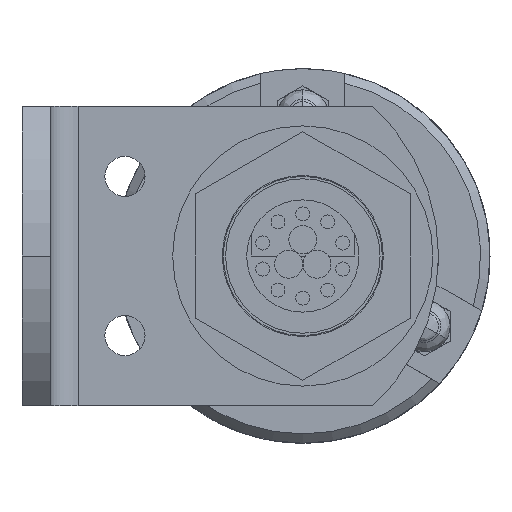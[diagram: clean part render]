
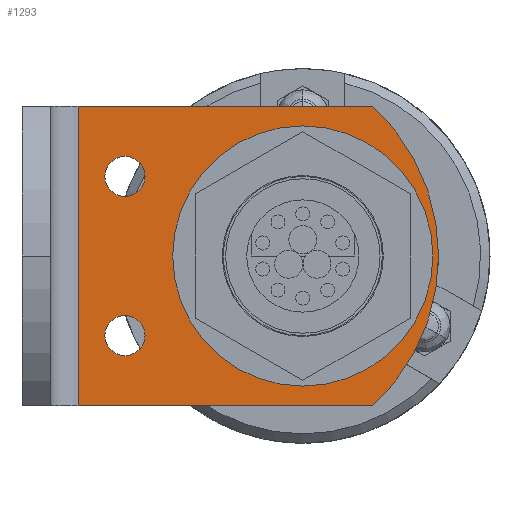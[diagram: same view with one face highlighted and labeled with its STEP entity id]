
A CAD part, front view. The second image highlights one B-rep face of the part: STEP entity #1293.
In plain terms, the highlighted planar face has unit normal (0, -1, 0).
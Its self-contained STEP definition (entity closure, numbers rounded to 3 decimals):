
#18 = CIRCLE ( 'NONE', #7066, 8.6 ) ;
#65 = VERTEX_POINT ( 'NONE', #11395 ) ;
#132 = CARTESIAN_POINT ( 'NONE',  ( 14.5, -287.5, -16. ) ) ;
#189 = DIRECTION ( 'NONE',  ( 0., 0., -1. ) ) ;
#411 = CARTESIAN_POINT ( 'NONE',  ( -19., -287.5, 8.5 ) ) ;
#688 = DIRECTION ( 'NONE',  ( 0., -1., 0. ) ) ;
#812 = AXIS2_PLACEMENT_3D ( 'NONE', #11514, #5860, #189 ) ;
#856 = EDGE_CURVE ( 'NONE', #2147, #6589, #6501, .T. ) ;
#902 = AXIS2_PLACEMENT_3D ( 'NONE', #8750, #3082, #9716 ) ;
#976 = EDGE_LOOP ( 'NONE', ( #9282, #5662 ) ) ;
#1096 = CARTESIAN_POINT ( 'NONE',  ( 14.5, -287.5, 16. ) ) ;
#1121 = EDGE_CURVE ( 'NONE', #7725, #8039, #3242, .T. ) ;
#1293 = ADVANCED_FACE ( 'NONE', ( #12005, #3129, #9497, #7007 ), #2767, .T. ) ;
#1347 = DIRECTION ( 'NONE',  ( 0., 0., -1. ) ) ;
#1741 = CARTESIAN_POINT ( 'NONE',  ( -7.286, -287.5, 0. ) ) ;
#1836 = ORIENTED_EDGE ( 'NONE', *, *, #6355, .F. ) ;
#2040 = DIRECTION ( 'NONE',  ( 0., -1., 0. ) ) ;
#2048 = DIRECTION ( 'NONE',  ( -1., 0., 0. ) ) ;
#2147 = VERTEX_POINT ( 'NONE', #3823 ) ;
#2565 = DIRECTION ( 'NONE',  ( 0., -1., 0. ) ) ;
#2569 = LINE ( 'NONE', #132, #6742 ) ;
#2657 = EDGE_CURVE ( 'NONE', #2886, #5097, #10539, .T. ) ;
#2699 = DIRECTION ( 'NONE',  ( 0., 0., -1. ) ) ;
#2708 = EDGE_CURVE ( 'NONE', #5097, #2886, #6858, .T. ) ;
#2767 = PLANE ( 'NONE',  #3211 ) ;
#2886 = VERTEX_POINT ( 'NONE', #3443 ) ;
#2892 = EDGE_CURVE ( 'NONE', #65, #9890, #18, .T. ) ;
#2971 = DIRECTION ( 'NONE',  ( -1., 0., 0. ) ) ;
#2997 = CIRCLE ( 'NONE', #11833, 2.15 ) ;
#3082 = DIRECTION ( 'NONE',  ( 0., -1., 0. ) ) ;
#3129 = FACE_BOUND ( 'NONE', #6282, .T. ) ;
#3150 = ORIENTED_EDGE ( 'NONE', *, *, #2892, .F. ) ;
#3211 = AXIS2_PLACEMENT_3D ( 'NONE', #7510, #11288, #5638 ) ;
#3242 = LINE ( 'NONE', #12008, #5462 ) ;
#3427 = CARTESIAN_POINT ( 'NONE',  ( -19., -287.5, 6.35 ) ) ;
#3443 = CARTESIAN_POINT ( 'NONE',  ( -19., -287.5, 10.65 ) ) ;
#3760 = VERTEX_POINT ( 'NONE', #11458 ) ;
#3823 = CARTESIAN_POINT ( 'NONE',  ( 7.5, -287.5, -16. ) ) ;
#3867 = AXIS2_PLACEMENT_3D ( 'NONE', #7700, #2040, #8658 ) ;
#4821 = EDGE_CURVE ( 'NONE', #9890, #65, #11934, .T. ) ;
#5097 = VERTEX_POINT ( 'NONE', #3427 ) ;
#5409 = EDGE_CURVE ( 'NONE', #2147, #8039, #2569, .T. ) ;
#5462 = VECTOR ( 'NONE', #8199, 1000. ) ;
#5580 = ORIENTED_EDGE ( 'NONE', *, *, #5409, .F. ) ;
#5638 = DIRECTION ( 'NONE',  ( 0., 0., -1. ) ) ;
#5662 = ORIENTED_EDGE ( 'NONE', *, *, #2708, .F. ) ;
#5860 = DIRECTION ( 'NONE',  ( 0., -1., 0. ) ) ;
#6115 = ORIENTED_EDGE ( 'NONE', *, *, #856, .T. ) ;
#6282 = EDGE_LOOP ( 'NONE', ( #1836, #9720 ) ) ;
#6355 = EDGE_CURVE ( 'NONE', #3760, #11513, #2997, .T. ) ;
#6356 = CARTESIAN_POINT ( 'NONE',  ( -19., -287.5, -8.5 ) ) ;
#6357 = CARTESIAN_POINT ( 'NONE',  ( -24., -287.5, -16. ) ) ;
#6501 = CIRCLE ( 'NONE', #10882, 21.786 ) ;
#6589 = VERTEX_POINT ( 'NONE', #7706 ) ;
#6732 = ORIENTED_EDGE ( 'NONE', *, *, #10073, .T. ) ;
#6742 = VECTOR ( 'NONE', #2971, 1000. ) ;
#6801 = CARTESIAN_POINT ( 'NONE',  ( -24., -287.5, 16. ) ) ;
#6853 = CARTESIAN_POINT ( 'NONE',  ( -19., -287.5, -10.65 ) ) ;
#6858 = CIRCLE ( 'NONE', #7901, 2.15 ) ;
#6931 = CIRCLE ( 'NONE', #3867, 2.15 ) ;
#7007 = FACE_OUTER_BOUND ( 'NONE', #9676, .T. ) ;
#7050 = DIRECTION ( 'NONE',  ( 0., -1., 0. ) ) ;
#7066 = AXIS2_PLACEMENT_3D ( 'NONE', #8246, #2565, #9205 ) ;
#7319 = DIRECTION ( 'NONE',  ( 0., 0., -1. ) ) ;
#7510 = CARTESIAN_POINT ( 'NONE',  ( 14.5, -287.5, 16. ) ) ;
#7700 = CARTESIAN_POINT ( 'NONE',  ( -19., -287.5, -8.5 ) ) ;
#7706 = CARTESIAN_POINT ( 'NONE',  ( 7.5, -287.5, 16. ) ) ;
#7725 = VERTEX_POINT ( 'NONE', #6801 ) ;
#7849 = ORIENTED_EDGE ( 'NONE', *, *, #4821, .F. ) ;
#7901 = AXIS2_PLACEMENT_3D ( 'NONE', #411, #7050, #1347 ) ;
#8002 = EDGE_LOOP ( 'NONE', ( #7849, #3150 ) ) ;
#8039 = VERTEX_POINT ( 'NONE', #6357 ) ;
#8199 = DIRECTION ( 'NONE',  ( 0., 0., -1. ) ) ;
#8246 = CARTESIAN_POINT ( 'NONE',  ( 0., -287.5, 0. ) ) ;
#8315 = ORIENTED_EDGE ( 'NONE', *, *, #1121, .T. ) ;
#8332 = CARTESIAN_POINT ( 'NONE',  ( 0., -287.5, 8.6 ) ) ;
#8377 = DIRECTION ( 'NONE',  ( 0., -1., 0. ) ) ;
#8658 = DIRECTION ( 'NONE',  ( 0., 0., -1. ) ) ;
#8750 = CARTESIAN_POINT ( 'NONE',  ( -19., -287.5, 8.5 ) ) ;
#9205 = DIRECTION ( 'NONE',  ( 0., 0., -1. ) ) ;
#9282 = ORIENTED_EDGE ( 'NONE', *, *, #2657, .F. ) ;
#9497 = FACE_BOUND ( 'NONE', #8002, .T. ) ;
#9676 = EDGE_LOOP ( 'NONE', ( #5580, #6115, #6732, #8315 ) ) ;
#9716 = DIRECTION ( 'NONE',  ( 0., 0., -1. ) ) ;
#9720 = ORIENTED_EDGE ( 'NONE', *, *, #10593, .F. ) ;
#9730 = VECTOR ( 'NONE', #2048, 1000. ) ;
#9890 = VERTEX_POINT ( 'NONE', #8332 ) ;
#10073 = EDGE_CURVE ( 'NONE', #6589, #7725, #12218, .T. ) ;
#10539 = CIRCLE ( 'NONE', #902, 2.15 ) ;
#10593 = EDGE_CURVE ( 'NONE', #11513, #3760, #6931, .T. ) ;
#10882 = AXIS2_PLACEMENT_3D ( 'NONE', #1741, #8377, #2699 ) ;
#11288 = DIRECTION ( 'NONE',  ( 0., -1., 0. ) ) ;
#11395 = CARTESIAN_POINT ( 'NONE',  ( 0., -287.5, -8.6 ) ) ;
#11458 = CARTESIAN_POINT ( 'NONE',  ( -19., -287.5, -6.35 ) ) ;
#11513 = VERTEX_POINT ( 'NONE', #6853 ) ;
#11514 = CARTESIAN_POINT ( 'NONE',  ( 0., -287.5, 0. ) ) ;
#11833 = AXIS2_PLACEMENT_3D ( 'NONE', #6356, #688, #7319 ) ;
#11934 = CIRCLE ( 'NONE', #812, 8.6 ) ;
#12005 = FACE_BOUND ( 'NONE', #976, .T. ) ;
#12008 = CARTESIAN_POINT ( 'NONE',  ( -24., -287.5, 16. ) ) ;
#12218 = LINE ( 'NONE', #1096, #9730 ) ;
